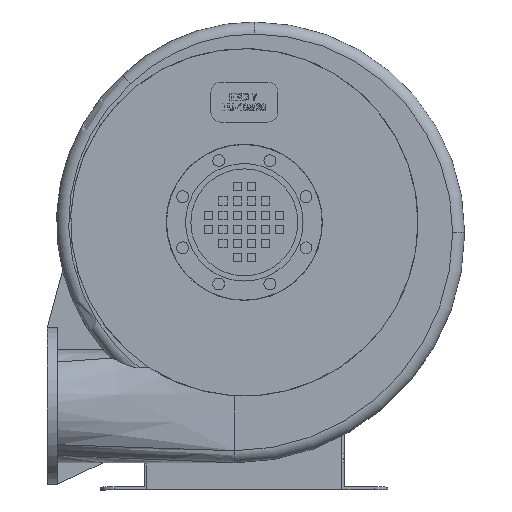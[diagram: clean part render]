
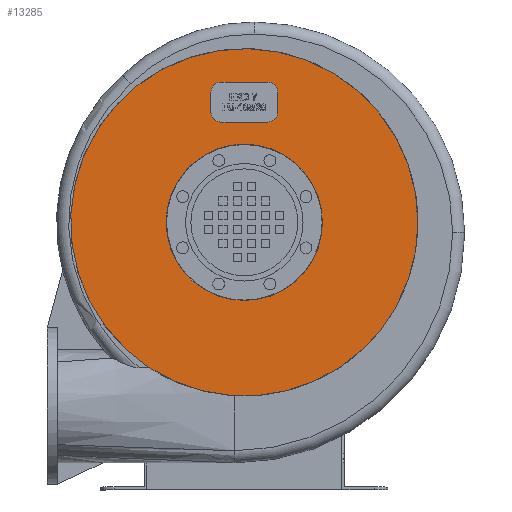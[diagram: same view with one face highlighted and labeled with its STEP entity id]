
A CAD part, top view. The second image highlights one B-rep face of the part: STEP entity #13285.
In plain terms, the highlighted planar face has unit normal (0, 0, 1).
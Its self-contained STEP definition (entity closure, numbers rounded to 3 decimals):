
#312=LINE('',#18458,#1484);
#316=LINE('',#18471,#1488);
#319=LINE('',#18478,#1491);
#320=LINE('',#18480,#1492);
#1484=VECTOR('',#14582,70.);
#1488=VECTOR('',#14596,70.);
#1491=VECTOR('',#14605,30.);
#1492=VECTOR('',#14608,30.);
#3071=FACE_BOUND('',#4659,.T.);
#3072=FACE_BOUND('',#4660,.T.);
#3827=FACE_OUTER_BOUND('',#4658,.T.);
#4658=EDGE_LOOP('',(#11347));
#4659=EDGE_LOOP('',(#11348,#11349,#11350,#11351,#11352,#11353,#11354,#11355));
#4660=EDGE_LOOP('',(#11356));
#4764=CIRCLE('',#13450,15.);
#4765=CIRCLE('',#13453,15.);
#4766=CIRCLE('',#13455,15.);
#4767=CIRCLE('',#13458,15.);
#4944=CIRCLE('',#14028,260.);
#4945=CIRCLE('',#14029,117.);
#5260=VERTEX_POINT('',#18450);
#5261=VERTEX_POINT('',#18452);
#5262=VERTEX_POINT('',#18456);
#5263=VERTEX_POINT('',#18460);
#5264=VERTEX_POINT('',#18464);
#5265=VERTEX_POINT('',#18465);
#5266=VERTEX_POINT('',#18470);
#5267=VERTEX_POINT('',#18474);
#6145=VERTEX_POINT('',#23167);
#6146=VERTEX_POINT('',#23169);
#6597=EDGE_CURVE('',#5261,#5260,#4764,.T.);
#6600=EDGE_CURVE('',#5260,#5262,#312,.T.);
#6601=EDGE_CURVE('',#5262,#5263,#4765,.T.);
#6603=EDGE_CURVE('',#5264,#5265,#4766,.T.);
#6606=EDGE_CURVE('',#5266,#5264,#316,.T.);
#6608=EDGE_CURVE('',#5267,#5266,#4767,.T.);
#6610=EDGE_CURVE('',#5263,#5267,#319,.T.);
#6611=EDGE_CURVE('',#5265,#5261,#320,.T.);
#7907=EDGE_CURVE('',#6145,#6145,#4944,.T.);
#7908=EDGE_CURVE('',#6146,#6146,#4945,.T.);
#11347=ORIENTED_EDGE('',*,*,#7907,.F.);
#11348=ORIENTED_EDGE('',*,*,#6603,.T.);
#11349=ORIENTED_EDGE('',*,*,#6611,.T.);
#11350=ORIENTED_EDGE('',*,*,#6597,.T.);
#11351=ORIENTED_EDGE('',*,*,#6600,.T.);
#11352=ORIENTED_EDGE('',*,*,#6601,.T.);
#11353=ORIENTED_EDGE('',*,*,#6610,.T.);
#11354=ORIENTED_EDGE('',*,*,#6608,.T.);
#11355=ORIENTED_EDGE('',*,*,#6606,.T.);
#11356=ORIENTED_EDGE('',*,*,#7908,.T.);
#11925=PLANE('',#14027);
#13285=ADVANCED_FACE('',(#3827,#3071,#3072),#11925,.F.);
#13450=AXIS2_PLACEMENT_3D('',#18453,#14576,#14577);
#13453=AXIS2_PLACEMENT_3D('',#18461,#14585,#14586);
#13455=AXIS2_PLACEMENT_3D('',#18466,#14590,#14591);
#13458=AXIS2_PLACEMENT_3D('',#18475,#14600,#14601);
#14027=AXIS2_PLACEMENT_3D('',#23166,#16624,#16625);
#14028=AXIS2_PLACEMENT_3D('',#23168,#16626,#16627);
#14029=AXIS2_PLACEMENT_3D('',#23170,#16628,#16629);
#14576=DIRECTION('center_axis',(0.,0.,
-1.));
#14577=DIRECTION('ref_axis',(0.707,-0.707,0.));
#14582=DIRECTION('',(-1.,0.,0.));
#14585=DIRECTION('center_axis',(0.,0.,
-1.));
#14586=DIRECTION('ref_axis',(-0.707,-0.707,0.));
#14590=DIRECTION('center_axis',(0.,0.,
-1.));
#14591=DIRECTION('ref_axis',(0.707,0.707,0.));
#14596=DIRECTION('',(1.,0.,0.));
#14600=DIRECTION('center_axis',(0.,0.,
-1.));
#14601=DIRECTION('ref_axis',(-0.707,0.707,0.));
#14605=DIRECTION('',(0.,1.,0.));
#14608=DIRECTION('',(0.,-1.,0.));
#16624=DIRECTION('center_axis',(0.,0.,
-1.));
#16625=DIRECTION('ref_axis',(-1.,0.,0.));
#16626=DIRECTION('center_axis',(0.,0.,
-1.));
#16627=DIRECTION('ref_axis',(-1.,0.,0.));
#16628=DIRECTION('center_axis',(0.,0.,
-1.));
#16629=DIRECTION('ref_axis',(-1.,0.,0.));
#18450=CARTESIAN_POINT('',(35.,550.,466.5));
#18452=CARTESIAN_POINT('',(50.,565.,466.5));
#18453=CARTESIAN_POINT('Origin',(35.,565.,466.5));
#18456=CARTESIAN_POINT('',(-35.,550.,466.5));
#18458=CARTESIAN_POINT('',(25.,550.,466.5));
#18460=CARTESIAN_POINT('',(-50.,565.,466.5));
#18461=CARTESIAN_POINT('Origin',(-35.,565.,466.5));
#18464=CARTESIAN_POINT('',(35.,610.,466.5));
#18465=CARTESIAN_POINT('',(50.,595.,466.5));
#18466=CARTESIAN_POINT('Origin',(35.,595.,466.5));
#18470=CARTESIAN_POINT('',(-35.,610.,466.5));
#18471=CARTESIAN_POINT('',(-25.,610.,466.5));
#18474=CARTESIAN_POINT('',(-50.,595.,466.5));
#18475=CARTESIAN_POINT('Origin',(-35.,595.,466.5));
#18478=CARTESIAN_POINT('',(-50.,475.,466.5));
#18480=CARTESIAN_POINT('',(50.,505.,466.5));
#23166=CARTESIAN_POINT('Origin',(0.,400.,
466.5));
#23167=CARTESIAN_POINT('',(260.,400.,466.5));
#23168=CARTESIAN_POINT('Origin',(0.,400.,
466.5));
#23169=CARTESIAN_POINT('',(117.,400.,466.5));
#23170=CARTESIAN_POINT('Origin',(0.,400.,
466.5));
